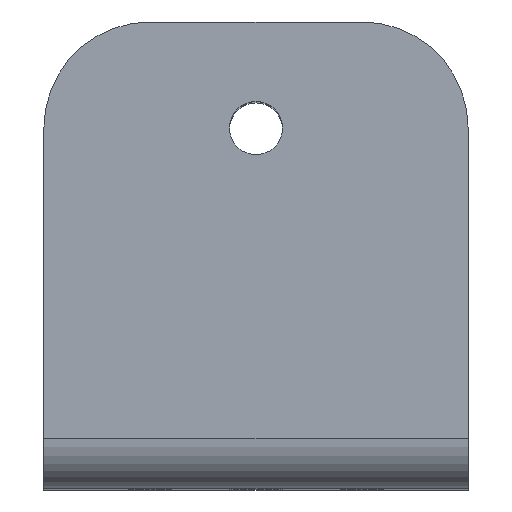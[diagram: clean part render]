
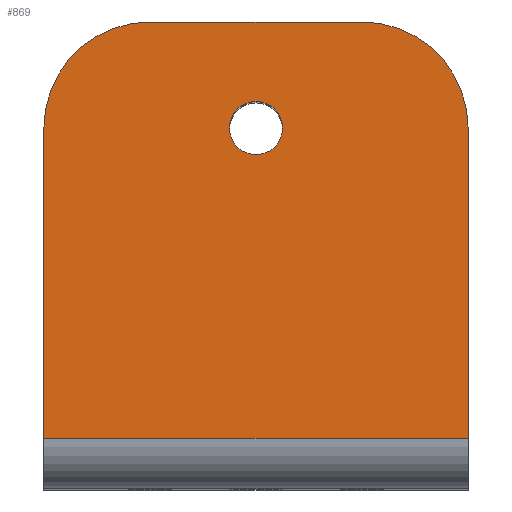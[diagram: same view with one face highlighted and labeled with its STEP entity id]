
A CAD part, top view. The second image highlights one B-rep face of the part: STEP entity #869.
In plain terms, the highlighted planar face has unit normal (0, 0, 1).
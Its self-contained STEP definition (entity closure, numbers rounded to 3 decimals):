
#8 = EDGE_LOOP ( 'NONE', ( #364, #549 ) ) ;
#21 = CARTESIAN_POINT ( 'NONE',  ( 40., 30., 4. ) ) ;
#101 = CARTESIAN_POINT ( 'NONE',  ( 0., 0.737, 4. ) ) ;
#133 = ORIENTED_EDGE ( 'NONE', *, *, #552, .T. ) ;
#138 = VERTEX_POINT ( 'NONE', #342 ) ;
#139 = CARTESIAN_POINT ( 'NONE',  ( 30., 40., 4. ) ) ;
#171 = EDGE_CURVE ( 'NONE', #1132, #997, #649, .T. ) ;
#175 = ORIENTED_EDGE ( 'NONE', *, *, #216, .F. ) ;
#179 = DIRECTION ( 'NONE',  ( 0., -1., 0. ) ) ;
#185 = CARTESIAN_POINT ( 'NONE',  ( 17.5, 30., 4. ) ) ;
#194 = DIRECTION ( 'NONE',  ( 1., 0., 0. ) ) ;
#213 = ORIENTED_EDGE ( 'NONE', *, *, #1002, .F. ) ;
#216 = EDGE_CURVE ( 'NONE', #832, #1024, #905, .T. ) ;
#251 = EDGE_LOOP ( 'NONE', ( #213, #683, #416, #354, #133, #175 ) ) ;
#264 = EDGE_CURVE ( 'NONE', #997, #1132, #309, .T. ) ;
#268 = DIRECTION ( 'NONE',  ( 0., -1., 0. ) ) ;
#269 = DIRECTION ( 'NONE',  ( 0., 0., 1. ) ) ;
#292 = AXIS2_PLACEMENT_3D ( 'NONE', #684, #670, #591 ) ;
#309 = CIRCLE ( 'NONE', #988, 2.5 ) ;
#313 = VECTOR ( 'NONE', #678, 1000. ) ;
#316 = PLANE ( 'NONE',  #800 ) ;
#342 = CARTESIAN_POINT ( 'NONE',  ( 10., 40., 4. ) ) ;
#354 = ORIENTED_EDGE ( 'NONE', *, *, #867, .T. ) ;
#364 = ORIENTED_EDGE ( 'NONE', *, *, #171, .F. ) ;
#397 = CARTESIAN_POINT ( 'NONE',  ( 40., 40., 4. ) ) ;
#412 = FACE_BOUND ( 'NONE', #8, .T. ) ;
#416 = ORIENTED_EDGE ( 'NONE', *, *, #882, .T. ) ;
#444 = DIRECTION ( 'NONE',  ( 0., 0., 1. ) ) ;
#483 = VECTOR ( 'NONE', #268, 1000. ) ;
#505 = CIRCLE ( 'NONE', #292, 10. ) ;
#525 = AXIS2_PLACEMENT_3D ( 'NONE', #824, #269, #919 ) ;
#549 = ORIENTED_EDGE ( 'NONE', *, *, #264, .F. ) ;
#552 = EDGE_CURVE ( 'NONE', #922, #1024, #1178, .T. ) ;
#557 = DIRECTION ( 'NONE',  ( 0., 0., 1. ) ) ;
#580 = DIRECTION ( 'NONE',  ( 0., 0., -1. ) ) ;
#591 = DIRECTION ( 'NONE',  ( 0., 1., 0. ) ) ;
#628 = DIRECTION ( 'NONE',  ( -1., 0., 0. ) ) ;
#649 = CIRCLE ( 'NONE', #1105, 2.5 ) ;
#659 = LINE ( 'NONE', #752, #859 ) ;
#670 = DIRECTION ( 'NONE',  ( 0., 0., 1. ) ) ;
#678 = DIRECTION ( 'NONE',  ( -1., 0., 0. ) ) ;
#683 = ORIENTED_EDGE ( 'NONE', *, *, #1020, .T. ) ;
#684 = CARTESIAN_POINT ( 'NONE',  ( 10., 30., 4. ) ) ;
#721 = CARTESIAN_POINT ( 'NONE',  ( 40., 0.737, 4. ) ) ;
#745 = DIRECTION ( 'NONE',  ( 1., 0., 0. ) ) ;
#752 = CARTESIAN_POINT ( 'NONE',  ( 40., 40., 4. ) ) ;
#765 = VERTEX_POINT ( 'NONE', #21 ) ;
#767 = CARTESIAN_POINT ( 'NONE',  ( 40., 0.737, 4. ) ) ;
#800 = AXIS2_PLACEMENT_3D ( 'NONE', #397, #580, #864 ) ;
#824 = CARTESIAN_POINT ( 'NONE',  ( 30., 30., 4. ) ) ;
#832 = VERTEX_POINT ( 'NONE', #767 ) ;
#859 = VECTOR ( 'NONE', #179, 1000. ) ;
#862 = VERTEX_POINT ( 'NONE', #139 ) ;
#864 = DIRECTION ( 'NONE',  ( 0., 1., 0. ) ) ;
#867 = EDGE_CURVE ( 'NONE', #138, #922, #505, .T. ) ;
#869 = ADVANCED_FACE ( 'NONE', ( #412, #1127 ), #316, .F. ) ;
#882 = EDGE_CURVE ( 'NONE', #862, #138, #938, .T. ) ;
#889 = VECTOR ( 'NONE', #628, 1000. ) ;
#900 = CARTESIAN_POINT ( 'NONE',  ( 20., 30., 4. ) ) ;
#905 = LINE ( 'NONE', #721, #889 ) ;
#919 = DIRECTION ( 'NONE',  ( 0., 1., 0. ) ) ;
#922 = VERTEX_POINT ( 'NONE', #1063 ) ;
#938 = LINE ( 'NONE', #1043, #313 ) ;
#939 = CARTESIAN_POINT ( 'NONE',  ( 22.5, 30., 4. ) ) ;
#961 = CARTESIAN_POINT ( 'NONE',  ( 0., 40., 4. ) ) ;
#988 = AXIS2_PLACEMENT_3D ( 'NONE', #1007, #557, #745 ) ;
#997 = VERTEX_POINT ( 'NONE', #185 ) ;
#1002 = EDGE_CURVE ( 'NONE', #765, #832, #659, .T. ) ;
#1007 = CARTESIAN_POINT ( 'NONE',  ( 20., 30., 4. ) ) ;
#1010 = CIRCLE ( 'NONE', #525, 10. ) ;
#1020 = EDGE_CURVE ( 'NONE', #765, #862, #1010, .T. ) ;
#1024 = VERTEX_POINT ( 'NONE', #101 ) ;
#1043 = CARTESIAN_POINT ( 'NONE',  ( 40., 40., 4. ) ) ;
#1063 = CARTESIAN_POINT ( 'NONE',  ( 0., 30., 4. ) ) ;
#1105 = AXIS2_PLACEMENT_3D ( 'NONE', #900, #444, #194 ) ;
#1127 = FACE_OUTER_BOUND ( 'NONE', #251, .T. ) ;
#1132 = VERTEX_POINT ( 'NONE', #939 ) ;
#1178 = LINE ( 'NONE', #961, #483 ) ;
